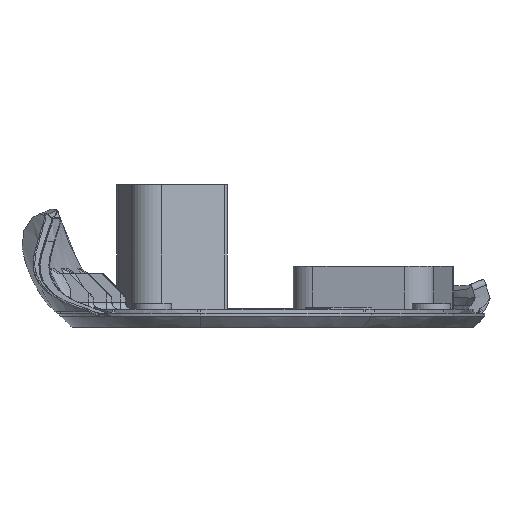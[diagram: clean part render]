
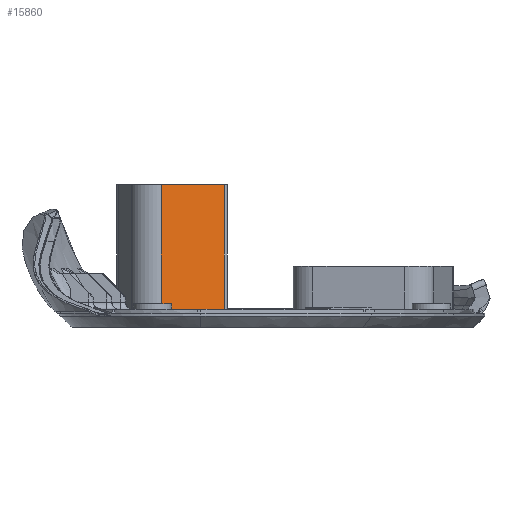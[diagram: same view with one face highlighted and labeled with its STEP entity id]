
A CAD part, left-side view. The second image highlights one B-rep face of the part: STEP entity #15860.
In plain terms, the highlighted planar face has unit normal (-0.942, -0.335, 0).
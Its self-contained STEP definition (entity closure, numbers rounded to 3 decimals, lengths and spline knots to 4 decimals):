
#2627=FACE_OUTER_BOUND('',#3541,.T.);
#3541=EDGE_LOOP('',(#13704,#13705,#13706,#13707));
#3840=LINE('',#20248,#4996);
#4735=LINE('',#59593,#5891);
#4753=LINE('',#59656,#5909);
#4760=LINE('',#59674,#5916);
#4996=VECTOR('',#17144,0.3937);
#5891=VECTOR('',#19215,0.3937);
#5909=VECTOR('',#19287,0.3937);
#5916=VECTOR('',#19310,0.3937);
#6168=VERTEX_POINT('',#20245);
#6169=VERTEX_POINT('',#20247);
#7451=VERTEX_POINT('',#59590);
#7452=VERTEX_POINT('',#59592);
#7774=EDGE_CURVE('',#6168,#6169,#3840,.T.);
#9617=EDGE_CURVE('',#7451,#7452,#4735,.T.);
#9649=EDGE_CURVE('',#7452,#6168,#4753,.T.);
#9658=EDGE_CURVE('',#6169,#7451,#4760,.T.);
#13704=ORIENTED_EDGE('',*,*,#9649,.F.);
#13705=ORIENTED_EDGE('',*,*,#9617,.F.);
#13706=ORIENTED_EDGE('',*,*,#9658,.F.);
#13707=ORIENTED_EDGE('',*,*,#7774,.F.);
#15165=PLANE('',#16771);
#15860=ADVANCED_FACE('',(#2627),#15165,.T.);
#16771=AXIS2_PLACEMENT_3D('',#59673,#19308,#19309);
#17144=DIRECTION('',(-0.335,0.942,0.));
#19215=DIRECTION('',(0.335,-0.942,0.));
#19287=DIRECTION('',(0.,0.,-1.));
#19308=DIRECTION('center_axis',(-0.942,-0.335,0.));
#19309=DIRECTION('ref_axis',(0.335,-0.942,0.));
#19310=DIRECTION('',(0.,0.,1.));
#20245=CARTESIAN_POINT('',(-1.281,0.1552,0.0315));
#20247=CARTESIAN_POINT('',(-1.4658,0.6744,0.0315));
#20248=CARTESIAN_POINT('',(-1.1705,-0.1551,0.0315));
#59590=CARTESIAN_POINT('',(-1.4658,0.6744,1.063));
#59592=CARTESIAN_POINT('',(-1.281,0.1552,1.063));
#59593=CARTESIAN_POINT('',(-1.4658,0.6744,1.063));
#59656=CARTESIAN_POINT('',(-1.281,0.1552,0.5472));
#59673=CARTESIAN_POINT('Origin',(-1.4658,0.6744,0.0315));
#59674=CARTESIAN_POINT('',(-1.4658,0.6744,0.0315));
